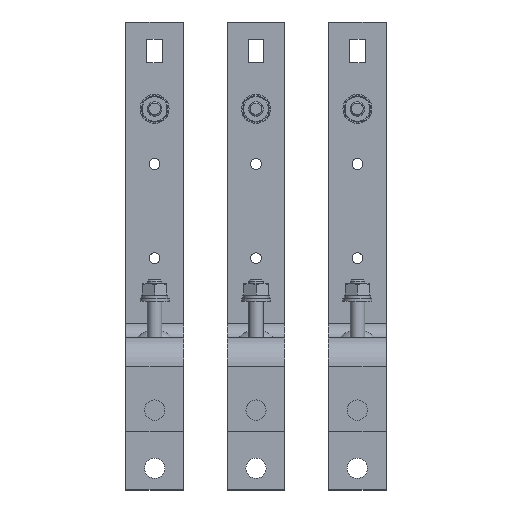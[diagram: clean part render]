
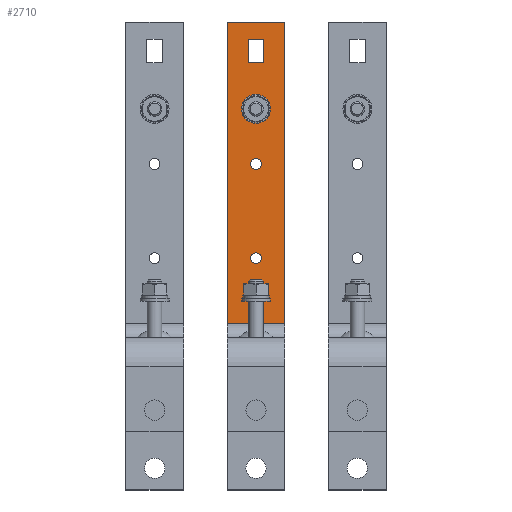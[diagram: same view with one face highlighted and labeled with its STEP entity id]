
A CAD part, top view. The second image highlights one B-rep face of the part: STEP entity #2710.
In plain terms, the highlighted planar face has unit normal (0, 0, 1).
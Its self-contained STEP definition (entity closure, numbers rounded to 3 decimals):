
#2710=ADVANCED_FACE('',(#4902,#4903,#4904,#4905,#4906),#4907,.F.);
#4902=FACE_OUTER_BOUND('',#6962,.T.);
#4903=FACE_BOUND('',#6963,.T.);
#4904=FACE_BOUND('',#6964,.T.);
#4905=FACE_BOUND('',#6965,.T.);
#4906=FACE_BOUND('',#6966,.T.);
#4907=PLANE('',#6967);
#6962=EDGE_LOOP('',(#11821,#11822,#11823,#11824));
#6963=EDGE_LOOP('',(#11825,#11826));
#6964=EDGE_LOOP('',(#11827,#11828));
#6965=EDGE_LOOP('',(#11829,#11830,#11831,#11832));
#6966=EDGE_LOOP('',(#11833,#11834,#11835,#11836));
#6967=AXIS2_PLACEMENT_3D('',#11837,#11838,#11839);
#11821=ORIENTED_EDGE('',*,*,#14405,.T.);
#11822=ORIENTED_EDGE('',*,*,#14406,.F.);
#11823=ORIENTED_EDGE('',*,*,#14338,.F.);
#11824=ORIENTED_EDGE('',*,*,#14403,.T.);
#11825=ORIENTED_EDGE('',*,*,#14315,.F.);
#11826=ORIENTED_EDGE('',*,*,#14328,.F.);
#11827=ORIENTED_EDGE('',*,*,#14310,.F.);
#11828=ORIENTED_EDGE('',*,*,#14331,.F.);
#11829=ORIENTED_EDGE('',*,*,#14407,.F.);
#11830=ORIENTED_EDGE('',*,*,#14408,.F.);
#11831=ORIENTED_EDGE('',*,*,#14409,.F.);
#11832=ORIENTED_EDGE('',*,*,#14410,.F.);
#11833=ORIENTED_EDGE('',*,*,#14411,.F.);
#11834=ORIENTED_EDGE('',*,*,#14412,.F.);
#11835=ORIENTED_EDGE('',*,*,#14413,.F.);
#11836=ORIENTED_EDGE('',*,*,#14414,.F.);
#11837=CARTESIAN_POINT('',(110.0,323.0,15.323));
#11838=DIRECTION('',(0.,0.,-1.0));
#11839=DIRECTION('',(0.,-1.0,0.));
#14310=EDGE_CURVE('',#17089,#17092,#17093,.T.);
#14315=EDGE_CURVE('',#17098,#17101,#17102,.T.);
#14328=EDGE_CURVE('',#17101,#17098,#17120,.T.);
#14331=EDGE_CURVE('',#17092,#17089,#17123,.T.);
#14338=EDGE_CURVE('',#17134,#17125,#17135,.T.);
#14403=EDGE_CURVE('',#17134,#17233,#17235,.T.);
#14405=EDGE_CURVE('',#17233,#17143,#17237,.T.);
#14406=EDGE_CURVE('',#17125,#17143,#17238,.T.);
#14407=EDGE_CURVE('',#17239,#17240,#17241,.T.);
#14408=EDGE_CURVE('',#17242,#17239,#17243,.T.);
#14409=EDGE_CURVE('',#17244,#17242,#17245,.T.);
#14410=EDGE_CURVE('',#17240,#17244,#17246,.T.);
#14411=EDGE_CURVE('',#17247,#17248,#17249,.T.);
#14412=EDGE_CURVE('',#17250,#17247,#17251,.T.);
#14413=EDGE_CURVE('',#17252,#17250,#17253,.T.);
#14414=EDGE_CURVE('',#17248,#17252,#17254,.T.);
#17089=VERTEX_POINT('',#21839);
#17092=VERTEX_POINT('',#21843);
#17093=CIRCLE('',#21844,3.7);
#17098=VERTEX_POINT('',#21850);
#17101=VERTEX_POINT('',#21854);
#17102=CIRCLE('',#21855,3.7);
#17120=CIRCLE('',#21876,3.7);
#17123=CIRCLE('',#21879,3.7);
#17125=VERTEX_POINT('',#21881);
#17134=VERTEX_POINT('',#21892);
#17135=LINE('',#21893,#21894);
#17143=VERTEX_POINT('',#21905);
#17233=VERTEX_POINT('',#22035);
#17235=LINE('',#22038,#22039);
#17237=LINE('',#22041,#22042);
#17238=LINE('',#22043,#22044);
#17239=VERTEX_POINT('',#22045);
#17240=VERTEX_POINT('',#22046);
#17241=LINE('',#22047,#22048);
#17242=VERTEX_POINT('',#22049);
#17243=LINE('',#22050,#22051);
#17244=VERTEX_POINT('',#22052);
#17245=LINE('',#22053,#22054);
#17246=LINE('',#22055,#22056);
#17247=VERTEX_POINT('',#22057);
#17248=VERTEX_POINT('',#22058);
#17249=LINE('',#22059,#22060);
#17250=VERTEX_POINT('',#22061);
#17251=LINE('',#22062,#22063);
#17252=VERTEX_POINT('',#22064);
#17253=LINE('',#22065,#22066);
#17254=LINE('',#22067,#22068);
#21839=CARTESIAN_POINT('',(86.3,160.0,15.323));
#21843=CARTESIAN_POINT('',(93.7,160.0,15.323));
#21844=AXIS2_PLACEMENT_3D('',#24468,#24469,#24470);
#21850=CARTESIAN_POINT('',(86.3,225.0,15.323));
#21854=CARTESIAN_POINT('',(93.7,225.0,15.323));
#21855=AXIS2_PLACEMENT_3D('',#24476,#24477,#24478);
#21876=AXIS2_PLACEMENT_3D('',#24500,#24501,#24502);
#21879=AXIS2_PLACEMENT_3D('',#24506,#24507,#24508);
#21881=CARTESIAN_POINT('',(110.0,115.0,15.323));
#21892=CARTESIAN_POINT('',(110.0,323.0,15.323));
#21893=CARTESIAN_POINT('',(110.0,323.0,15.323));
#21894=VECTOR('',#24517,1000.0);
#21905=CARTESIAN_POINT('',(70.0,115.0,15.323));
#22035=CARTESIAN_POINT('',(70.0,323.0,15.323));
#22038=CARTESIAN_POINT('',(110.0,323.0,15.323));
#22039=VECTOR('',#24580,1000.0);
#22041=CARTESIAN_POINT('',(70.0,323.0,15.323));
#22042=VECTOR('',#24581,1000.0);
#22043=CARTESIAN_POINT('',(110.0,115.0,15.323));
#22044=VECTOR('',#24582,1000.0);
#22045=CARTESIAN_POINT('',(84.5,271.0,15.323));
#22046=CARTESIAN_POINT('',(84.5,255.0,15.323));
#22047=CARTESIAN_POINT('',(84.5,255.0,15.323));
#22048=VECTOR('',#24583,1000.0);
#22049=CARTESIAN_POINT('',(95.5,271.0,15.323));
#22050=CARTESIAN_POINT('',(95.5,271.0,15.323));
#22051=VECTOR('',#24584,1000.0);
#22052=CARTESIAN_POINT('',(95.5,255.0,15.323));
#22053=CARTESIAN_POINT('',(95.5,255.0,15.323));
#22054=VECTOR('',#24585,1000.0);
#22055=CARTESIAN_POINT('',(95.5,255.0,15.323));
#22056=VECTOR('',#24586,1000.0);
#22057=CARTESIAN_POINT('',(95.5,295.0,15.323));
#22058=CARTESIAN_POINT('',(95.5,311.0,15.323));
#22059=CARTESIAN_POINT('',(95.5,311.0,15.323));
#22060=VECTOR('',#24587,1000.0);
#22061=CARTESIAN_POINT('',(84.5,295.0,15.323));
#22062=CARTESIAN_POINT('',(95.5,295.0,15.323));
#22063=VECTOR('',#24588,1000.0);
#22064=CARTESIAN_POINT('',(84.5,311.0,15.323));
#22065=CARTESIAN_POINT('',(84.5,311.0,15.323));
#22066=VECTOR('',#24589,1000.0);
#22067=CARTESIAN_POINT('',(95.5,311.0,15.323));
#22068=VECTOR('',#24590,1000.0);
#24468=CARTESIAN_POINT('',(90.0,160.0,15.323));
#24469=DIRECTION('',(0.,0.,1.0));
#24470=DIRECTION('',(-1.0,0.,0.));
#24476=CARTESIAN_POINT('',(90.0,225.0,15.323));
#24477=DIRECTION('',(0.,0.,1.0));
#24478=DIRECTION('',(-1.0,0.,0.));
#24500=CARTESIAN_POINT('',(90.0,225.0,15.323));
#24501=DIRECTION('',(0.,0.,1.0));
#24502=DIRECTION('',(-1.0,0.,0.));
#24506=CARTESIAN_POINT('',(90.0,160.0,15.323));
#24507=DIRECTION('',(0.,0.,1.0));
#24508=DIRECTION('',(-1.0,0.,0.));
#24517=DIRECTION('',(0.,-1.0,0.));
#24580=DIRECTION('',(-1.0,0.,0.));
#24581=DIRECTION('',(0.,-1.0,0.));
#24582=DIRECTION('',(-1.0,0.,0.));
#24583=DIRECTION('',(0.,-1.0,0.));
#24584=DIRECTION('',(-1.0,0.,0.));
#24585=DIRECTION('',(0.,1.0,0.));
#24586=DIRECTION('',(1.0,0.,0.));
#24587=DIRECTION('',(0.,1.0,0.));
#24588=DIRECTION('',(1.0,0.,0.));
#24589=DIRECTION('',(0.,-1.0,0.));
#24590=DIRECTION('',(-1.0,0.,0.));
